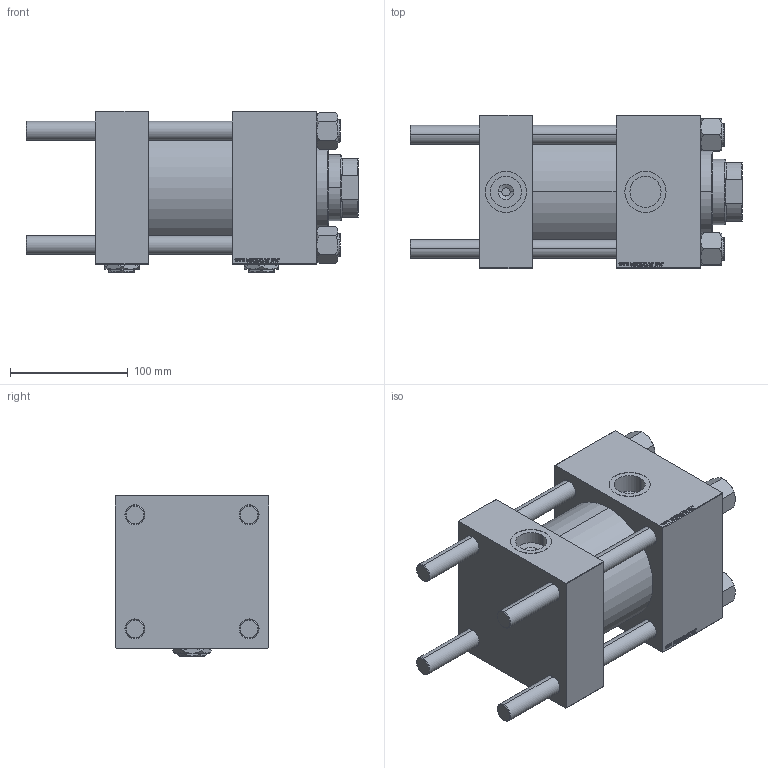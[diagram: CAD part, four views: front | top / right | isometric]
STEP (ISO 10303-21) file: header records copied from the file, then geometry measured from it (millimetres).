
FILE_DESCRIPTION (( 'STEP AP203' ), '1' );
FILE_NAME ('9d50.STEP', '2024-05-23T15:03:28', ( '' ), ( '' ), 'SwSTEP 2.0', 'SolidWorks 2019', '' );
FILE_SCHEMA (( 'CONFIG_CONTROL_DESIGN' ));
Length unit declared in the file: millimetre
Products named in the file (7): V215CR_VCP ef7490050ee846186e6858865c8176c9; Zatka_pro_OIL_PORT ef7490050ee846186e6858865c8176c9; CR025_012_A_0_G_A_G_M_020_+#_##_TYCINKA ef7490050ee846186e6858865c8176c9; V215CR_BODY_A ef7490050ee846186e6858865c8176c9; NUT_M5 ef7490050ee846186e6858865c8176c9; 9d50; V215_VC_A ef7490050ee846186e6858865c8176c9
Assembly tree (13 placements, depth 2):
  9d50
    V215CR_BODY_A ef7490050ee846186e6858865c8176c9
    CR025_012_A_0_G_A_G_M_020_+#_##_TYCINKA ef7490050ee846186e6858865c8176c9  x4
    NUT_M5 ef7490050ee846186e6858865c8176c9  x4
    V215CR_VCP ef7490050ee846186e6858865c8176c9
    V215_VC_A ef7490050ee846186e6858865c8176c9
    Zatka_pro_OIL_PORT ef7490050ee846186e6858865c8176c9  x2
Bounding box: 282 x 130 x 137 mm (x, y, z)
Volume: 2540238.4 mm3; surface area: 367654.5 mm2
Topology: 13 solids, 13 shells, 1281 faces, 3236 edges, 2099 vertices
Faces by surface type: plane 615, bspline 392, cone 178, cylinder 88, torus 8
Entity records: 52365 total; most frequent: CARTESIAN_POINT 27763, ORIENTED_EDGE 5544, DIRECTION 3566, EDGE_CURVE 2772, VERTEX_POINT 1819, VECTOR 1646, LINE 1646, EDGE_LOOP 1219
